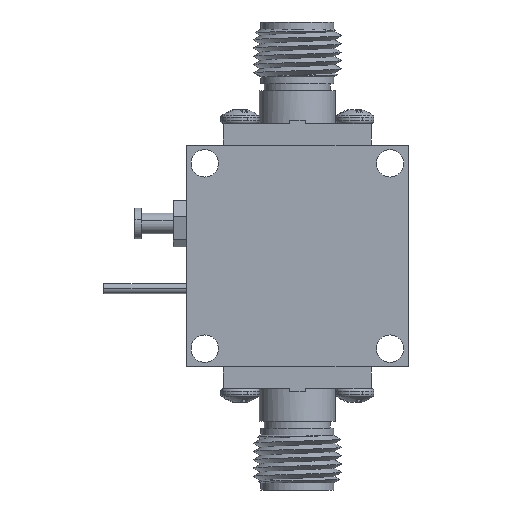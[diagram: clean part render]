
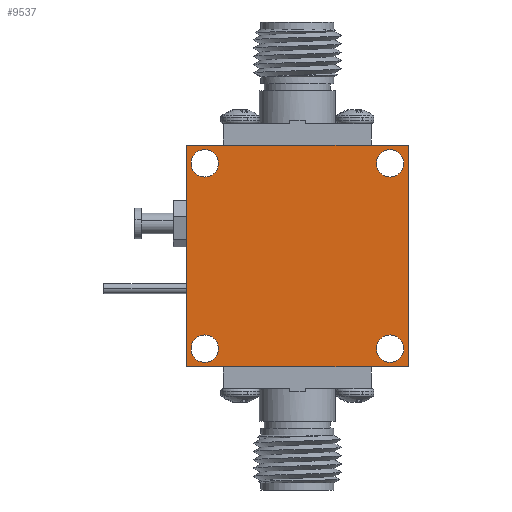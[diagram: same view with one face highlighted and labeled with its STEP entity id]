
A CAD part, left-side view. The second image highlights one B-rep face of the part: STEP entity #9537.
In plain terms, the highlighted planar face has unit normal (-1, 0, 0).
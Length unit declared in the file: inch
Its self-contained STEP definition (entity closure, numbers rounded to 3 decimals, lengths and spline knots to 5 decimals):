
#7 = FACE_BOUND ( 'NONE', #563, .T. ) ;
#102 = DIRECTION ( 'NONE',  ( 0., 0., 1. ) ) ;
#492 = EDGE_LOOP ( 'NONE', ( #11884, #929 ) ) ;
#563 = EDGE_LOOP ( 'NONE', ( #22810, #8147 ) ) ;
#929 = ORIENTED_EDGE ( 'NONE', *, *, #14580, .F. ) ;
#2003 = EDGE_CURVE ( 'NONE', #10455, #4531, #10312, .T. ) ;
#2139 = DIRECTION ( 'NONE',  ( 0., 0., 1. ) ) ;
#2544 = DIRECTION ( 'NONE',  ( 0., 0., 1. ) ) ;
#2629 = AXIS2_PLACEMENT_3D ( 'NONE', #10269, #5029, #23207 ) ;
#2633 = EDGE_CURVE ( 'NONE', #15186, #16224, #9078, .T. ) ;
#2686 = VERTEX_POINT ( 'NONE', #9192 ) ;
#2702 = VERTEX_POINT ( 'NONE', #7406 ) ;
#2713 = DIRECTION ( 'NONE',  ( -1., 0., 0. ) ) ;
#3170 = VERTEX_POINT ( 'NONE', #7299 ) ;
#3579 = PLANE ( 'NONE',  #16871 ) ;
#3928 = CARTESIAN_POINT ( 'NONE',  ( 0.33581, 0.23409, 1.09026 ) ) ;
#3938 = CIRCLE ( 'NONE', #22940, 0.04134 ) ;
#4046 = EDGE_LOOP ( 'NONE', ( #10298, #22543, #16677, #16081 ) ) ;
#4072 = CIRCLE ( 'NONE', #2629, 0.04134 ) ;
#4074 = LINE ( 'NONE', #16670, #18455 ) ;
#4320 = VERTEX_POINT ( 'NONE', #20707 ) ;
#4531 = VERTEX_POINT ( 'NONE', #14952 ) ;
#4532 = CARTESIAN_POINT ( 'NONE',  ( 0.33581, 0.84909, 0.47526 ) ) ;
#4666 = EDGE_CURVE ( 'NONE', #3170, #12423, #21383, .T. ) ;
#4708 = DIRECTION ( 'NONE',  ( -1., 0., 0. ) ) ;
#5029 = DIRECTION ( 'NONE',  ( -1., 0., 0. ) ) ;
#5090 = LINE ( 'NONE', #15427, #19217 ) ;
#5243 = EDGE_CURVE ( 'NONE', #12423, #3170, #17948, .T. ) ;
#5739 = AXIS2_PLACEMENT_3D ( 'NONE', #16814, #4708, #15029 ) ;
#6256 = CARTESIAN_POINT ( 'NONE',  ( 0.33581, 0.84909, 1.0766 ) ) ;
#6494 = DIRECTION ( 'NONE',  ( 0., -1., 0. ) ) ;
#7299 = CARTESIAN_POINT ( 'NONE',  ( 0.33581, 0.28909, 0.43392 ) ) ;
#7374 = DIRECTION ( 'NONE',  ( -1., 0., 0. ) ) ;
#7406 = CARTESIAN_POINT ( 'NONE',  ( 0.33581, 0.90409, 0.42026 ) ) ;
#7661 = DIRECTION ( 'NONE',  ( 0., 0., 1. ) ) ;
#8147 = ORIENTED_EDGE ( 'NONE', *, *, #22805, .F. ) ;
#8413 = ORIENTED_EDGE ( 'NONE', *, *, #5243, .F. ) ;
#8659 = EDGE_LOOP ( 'NONE', ( #8413, #19813 ) ) ;
#8675 = DIRECTION ( 'NONE',  ( 0., 1., 0. ) ) ;
#8868 = AXIS2_PLACEMENT_3D ( 'NONE', #21987, #18408, #2139 ) ;
#9078 = LINE ( 'NONE', #3928, #9197 ) ;
#9174 = FACE_OUTER_BOUND ( 'NONE', #4046, .T. ) ;
#9186 = EDGE_CURVE ( 'NONE', #20056, #2686, #3938, .T. ) ;
#9192 = CARTESIAN_POINT ( 'NONE',  ( 0.33581, 0.84909, 0.99392 ) ) ;
#9197 = VECTOR ( 'NONE', #10846, 39.37008 ) ;
#9288 = DIRECTION ( 'NONE',  ( -1., 0., 0. ) ) ;
#9537 = ADVANCED_FACE ( 'NONE', ( #16173, #16627, #7, #11048, #9174 ), #3579, .T. ) ;
#9890 = DIRECTION ( 'NONE',  ( 0., 0., 1. ) ) ;
#10194 = VERTEX_POINT ( 'NONE', #15434 ) ;
#10269 = CARTESIAN_POINT ( 'NONE',  ( 0.33581, 0.28909, 1.03526 ) ) ;
#10298 = ORIENTED_EDGE ( 'NONE', *, *, #23053, .F. ) ;
#10312 = CIRCLE ( 'NONE', #5739, 0.04134 ) ;
#10455 = VERTEX_POINT ( 'NONE', #13960 ) ;
#10846 = DIRECTION ( 'NONE',  ( 0., 0., -1. ) ) ;
#11048 = FACE_BOUND ( 'NONE', #492, .T. ) ;
#11158 = DIRECTION ( 'NONE',  ( 0., 0., 1. ) ) ;
#11884 = ORIENTED_EDGE ( 'NONE', *, *, #2003, .F. ) ;
#12004 = AXIS2_PLACEMENT_3D ( 'NONE', #21863, #7374, #102 ) ;
#12299 = EDGE_LOOP ( 'NONE', ( #17599, #21534 ) ) ;
#12403 = EDGE_CURVE ( 'NONE', #2702, #4320, #4074, .T. ) ;
#12423 = VERTEX_POINT ( 'NONE', #22063 ) ;
#12782 = VECTOR ( 'NONE', #6494, 39.37008 ) ;
#13023 = CARTESIAN_POINT ( 'NONE',  ( 0.33581, 0.84909, 0.5166 ) ) ;
#13305 = CARTESIAN_POINT ( 'NONE',  ( 0.33581, 0.23409, 1.09026 ) ) ;
#13488 = CARTESIAN_POINT ( 'NONE',  ( 0.33581, 0.23409, 1.09026 ) ) ;
#13520 = CARTESIAN_POINT ( 'NONE',  ( 0.33581, 0.84909, 1.03526 ) ) ;
#13606 = AXIS2_PLACEMENT_3D ( 'NONE', #18815, #17269, #2544 ) ;
#13624 = CIRCLE ( 'NONE', #15526, 0.04134 ) ;
#13757 = DIRECTION ( 'NONE',  ( 0., 0., 1. ) ) ;
#13931 = VERTEX_POINT ( 'NONE', #13023 ) ;
#13960 = CARTESIAN_POINT ( 'NONE',  ( 0.33581, 0.28909, 1.0766 ) ) ;
#14070 = CARTESIAN_POINT ( 'NONE',  ( 0.33581, 0.23409, 0.42026 ) ) ;
#14114 = EDGE_CURVE ( 'NONE', #4320, #15186, #18955, .T. ) ;
#14580 = EDGE_CURVE ( 'NONE', #4531, #10455, #4072, .T. ) ;
#14952 = CARTESIAN_POINT ( 'NONE',  ( 0.33581, 0.28909, 0.99392 ) ) ;
#15029 = DIRECTION ( 'NONE',  ( 0., 0., 1. ) ) ;
#15186 = VERTEX_POINT ( 'NONE', #13305 ) ;
#15427 = CARTESIAN_POINT ( 'NONE',  ( 0.33581, 0.23409, 0.42026 ) ) ;
#15434 = CARTESIAN_POINT ( 'NONE',  ( 0.33581, 0.84909, 0.43392 ) ) ;
#15526 = AXIS2_PLACEMENT_3D ( 'NONE', #4532, #18906, #9890 ) ;
#16081 = ORIENTED_EDGE ( 'NONE', *, *, #12403, .F. ) ;
#16098 = EDGE_CURVE ( 'NONE', #13931, #10194, #18917, .T. ) ;
#16173 = FACE_BOUND ( 'NONE', #12299, .T. ) ;
#16224 = VERTEX_POINT ( 'NONE', #14070 ) ;
#16231 = DIRECTION ( 'NONE',  ( 0., 0., 1. ) ) ;
#16569 = EDGE_CURVE ( 'NONE', #10194, #13931, #13624, .T. ) ;
#16627 = FACE_BOUND ( 'NONE', #8659, .T. ) ;
#16670 = CARTESIAN_POINT ( 'NONE',  ( 0.33581, 0.90409, 1.09026 ) ) ;
#16677 = ORIENTED_EDGE ( 'NONE', *, *, #14114, .F. ) ;
#16814 = CARTESIAN_POINT ( 'NONE',  ( 0.33581, 0.28909, 1.03526 ) ) ;
#16871 = AXIS2_PLACEMENT_3D ( 'NONE', #21529, #9288, #11158 ) ;
#17269 = DIRECTION ( 'NONE',  ( -1., 0., 0. ) ) ;
#17550 = CARTESIAN_POINT ( 'NONE',  ( 0.33581, 0.28909, 0.47526 ) ) ;
#17599 = ORIENTED_EDGE ( 'NONE', *, *, #16098, .F. ) ;
#17948 = CIRCLE ( 'NONE', #19471, 0.04134 ) ;
#18408 = DIRECTION ( 'NONE',  ( -1., 0., 0. ) ) ;
#18455 = VECTOR ( 'NONE', #7661, 39.37008 ) ;
#18815 = CARTESIAN_POINT ( 'NONE',  ( 0.33581, 0.84909, 0.47526 ) ) ;
#18906 = DIRECTION ( 'NONE',  ( -1., 0., 0. ) ) ;
#18917 = CIRCLE ( 'NONE', #13606, 0.04134 ) ;
#18955 = LINE ( 'NONE', #13488, #12782 ) ;
#19217 = VECTOR ( 'NONE', #8675, 39.37008 ) ;
#19471 = AXIS2_PLACEMENT_3D ( 'NONE', #17550, #23372, #16231 ) ;
#19813 = ORIENTED_EDGE ( 'NONE', *, *, #4666, .F. ) ;
#19986 = CIRCLE ( 'NONE', #12004, 0.04134 ) ;
#20056 = VERTEX_POINT ( 'NONE', #6256 ) ;
#20707 = CARTESIAN_POINT ( 'NONE',  ( 0.33581, 0.90409, 1.09026 ) ) ;
#21383 = CIRCLE ( 'NONE', #8868, 0.04134 ) ;
#21529 = CARTESIAN_POINT ( 'NONE',  ( 0.33581, 0.56909, 0.75526 ) ) ;
#21534 = ORIENTED_EDGE ( 'NONE', *, *, #16569, .F. ) ;
#21863 = CARTESIAN_POINT ( 'NONE',  ( 0.33581, 0.84909, 1.03526 ) ) ;
#21987 = CARTESIAN_POINT ( 'NONE',  ( 0.33581, 0.28909, 0.47526 ) ) ;
#22063 = CARTESIAN_POINT ( 'NONE',  ( 0.33581, 0.28909, 0.5166 ) ) ;
#22543 = ORIENTED_EDGE ( 'NONE', *, *, #2633, .F. ) ;
#22805 = EDGE_CURVE ( 'NONE', #2686, #20056, #19986, .T. ) ;
#22810 = ORIENTED_EDGE ( 'NONE', *, *, #9186, .F. ) ;
#22940 = AXIS2_PLACEMENT_3D ( 'NONE', #13520, #2713, #13757 ) ;
#23053 = EDGE_CURVE ( 'NONE', #16224, #2702, #5090, .T. ) ;
#23207 = DIRECTION ( 'NONE',  ( 0., 0., 1. ) ) ;
#23372 = DIRECTION ( 'NONE',  ( -1., 0., 0. ) ) ;
